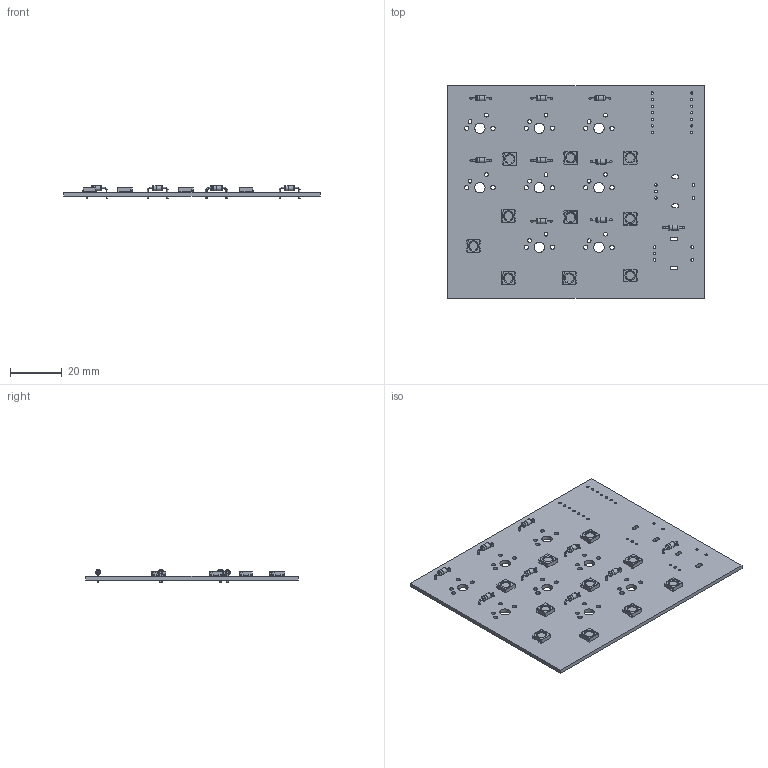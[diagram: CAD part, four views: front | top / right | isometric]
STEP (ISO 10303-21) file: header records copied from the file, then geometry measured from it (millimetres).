
FILE_DESCRIPTION(('KiCad electronic assembly'),'2;1');
FILE_NAME('HACKPAD new.step','2025-12-11T11:46:02',('Pcbnew'),('Kicad'), 'Open CASCADE STEP processor 7.9','KiCad to STEP converter','Unknown' );
FILE_SCHEMA(('AUTOMOTIVE_DESIGN { 1 0 10303 214 1 1 1 1 }'));
Length unit declared in the file: millimetre
Products named in the file (4): HACKPAD new 1; D_DO-35_SOD27_P7.62mm_Horizontal; LED_SK6812_PLCC4_5.0x5.0mm_P3.2mm; HACKPAD_PCB
Assembly tree (20 placements, depth 2):
  HACKPAD new 1
    D_DO-35_SOD27_P7.62mm_Horizontal  x9
    LED_SK6812_PLCC4_5.0x5.0mm_P3.2mm  x10
    HACKPAD_PCB
Bounding box: 99.15 x 82.3 x 5.01 mm (x, y, z)
Volume: 12512 mm3; surface area: 18460.9 mm2
Topology: 29 solids, 29 shells, 928 faces, 2532 edges, 1650 vertices
Faces by surface type: plane 518, cylinder 364, torus 36, cone 10
Full cylindrical faces by diameter (mm): 0.5 x27, 0.8 x18, 0.889 x14, 1 x10, 1.5 x16, 1.7 x16, 2 x18, 2.02 x9, 3.333 x10, 4 x8
Entity records: 7335 total; most frequent: DIRECTION 1187, CARTESIAN_POINT 1090, ORIENTED_EDGE 1062, EDGE_CURVE 531, AXIS2_PLACEMENT_3D 447, FACE_BOUND 367, EDGE_LOOP 367, VERTEX_POINT 350
